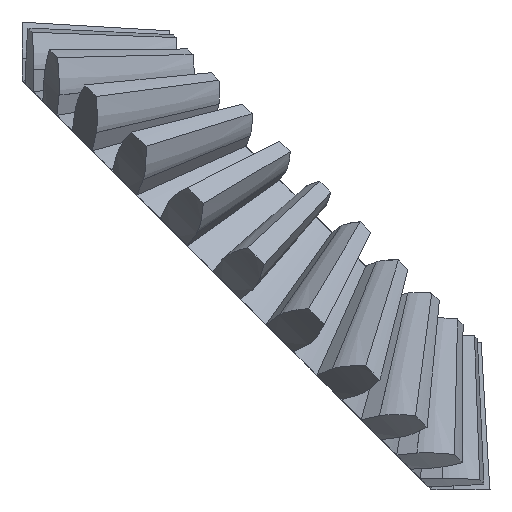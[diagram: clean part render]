
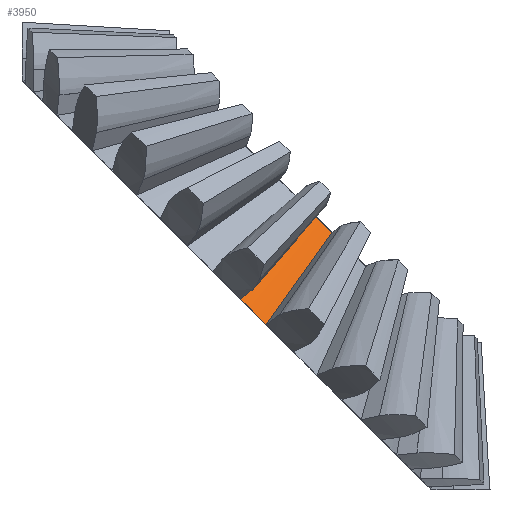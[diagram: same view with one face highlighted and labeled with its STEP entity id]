
A CAD part, front view. The second image highlights one B-rep face of the part: STEP entity #3950.
In plain terms, the highlighted conical face has half-angle 40.799 degrees and reference radius 13.895 mm.
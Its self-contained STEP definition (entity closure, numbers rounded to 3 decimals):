
#394=FACE_OUTER_BOUND('',#636,.T.);
#636=EDGE_LOOP('',(#3474,#3475,#3476,#3477));
#725=CIRCLE('',#4103,16.674);
#749=CIRCLE('',#4132,11.115);
#1053=B_SPLINE_CURVE_WITH_KNOTS('',3,(#8676,#8677,#8678,#8679,#8680,#8681),
 .UNSPECIFIED.,.F.,.F.,(4,2,4),(0.424,0.639,1.275),
 .UNSPECIFIED.);
#1278=B_SPLINE_CURVE_WITH_KNOTS('',3,(#12877,#12878,#12879,#12880),
 .UNSPECIFIED.,.F.,.F.,(4,4),(0.003,0.854),
 .UNSPECIFIED.);
#1434=VERTEX_POINT('',#5969);
#1451=VERTEX_POINT('',#6200);
#1589=VERTEX_POINT('',#8675);
#1695=VERTEX_POINT('',#11352);
#2037=EDGE_CURVE('',#1589,#1434,#1053,.T.);
#2286=EDGE_CURVE('',#1451,#1695,#1278,.T.);
#2319=EDGE_CURVE('',#1451,#1434,#725,.T.);
#2347=EDGE_CURVE('',#1695,#1589,#749,.T.);
#3474=ORIENTED_EDGE('',*,*,#2286,.T.);
#3475=ORIENTED_EDGE('',*,*,#2347,.T.);
#3476=ORIENTED_EDGE('',*,*,#2037,.T.);
#3477=ORIENTED_EDGE('',*,*,#2319,.F.);
#3725=CONICAL_SURFACE('',#4131,13.895,0.712);
#3950=ADVANCED_FACE('',(#394),#3725,.T.);
#4103=AXIS2_PLACEMENT_3D('',#13456,#4379,#4380);
#4131=AXIS2_PLACEMENT_3D('',#13660,#4435,#4436);
#4132=AXIS2_PLACEMENT_3D('',#13661,#4437,#4438);
#4379=DIRECTION('center_axis',(-0.707,0.,-0.707));
#4380=DIRECTION('ref_axis',(0.707,0.,-0.707));
#4435=DIRECTION('center_axis',(-0.707,0.,-0.707));
#4436=DIRECTION('ref_axis',(0.707,0.,-0.707));
#4437=DIRECTION('center_axis',(-0.707,0.,-0.707));
#4438=DIRECTION('ref_axis',(0.707,0.,-0.707));
#5969=CARTESIAN_POINT('',(5.143,-16.635,10.982));
#6200=CARTESIAN_POINT('',(6.598,-16.364,9.527));
#8675=CARTESIAN_POINT('',(9.428,-11.089,15.806));
#8676=CARTESIAN_POINT('Ctrl Pts',(9.428,-11.089,15.806));
#8677=CARTESIAN_POINT('Ctrl Pts',(9.067,-11.556,15.4));
#8678=CARTESIAN_POINT('Ctrl Pts',(8.706,-12.022,14.994));
#8679=CARTESIAN_POINT('Ctrl Pts',(7.278,-13.871,13.386));
#8680=CARTESIAN_POINT('Ctrl Pts',(6.211,-15.253,12.184));
#8681=CARTESIAN_POINT('Ctrl Pts',(5.143,-16.635,10.982));
#11352=CARTESIAN_POINT('',(10.398,-10.908,14.836));
#12877=CARTESIAN_POINT('Ctrl Pts',(6.598,-16.364,9.527));
#12878=CARTESIAN_POINT('Ctrl Pts',(7.865,-14.545,11.297));
#12879=CARTESIAN_POINT('Ctrl Pts',(9.131,-12.727,13.066));
#12880=CARTESIAN_POINT('Ctrl Pts',(10.398,-10.908,14.836));
#13456=CARTESIAN_POINT('Origin',(4.335,0.,11.79));
#13660=CARTESIAN_POINT('Origin',(6.612,0.,14.068));
#13661=CARTESIAN_POINT('Origin',(8.889,0.,16.345));
